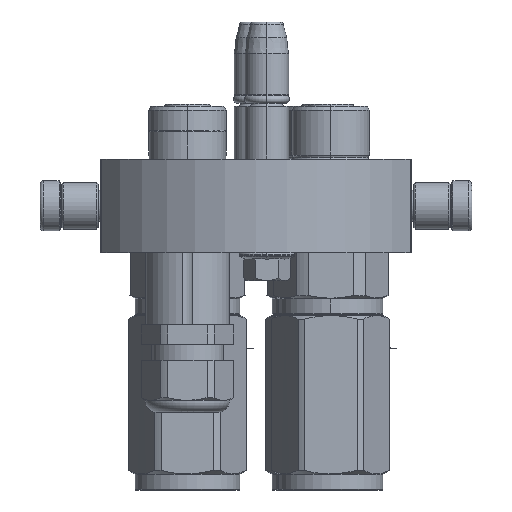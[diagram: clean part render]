
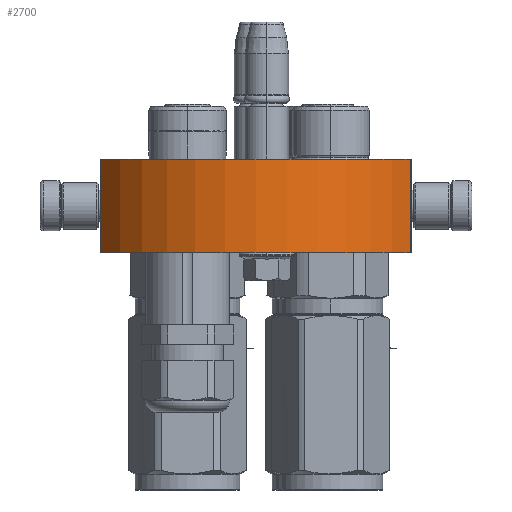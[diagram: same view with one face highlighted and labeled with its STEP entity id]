
A CAD part, left-side view. The second image highlights one B-rep face of the part: STEP entity #2700.
In plain terms, the highlighted cylindrical face has radius 57.25 mm (diameter 114.5 mm), a partial arc.
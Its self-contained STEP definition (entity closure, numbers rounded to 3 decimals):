
#463 = CARTESIAN_POINT ( 'NONE',  ( 49.5, 0., -28.763 ) ) ;
#2700 = ADVANCED_FACE ( 'NONE', ( #10424 ), #48263, .T. ) ;
#2724 = VECTOR ( 'NONE', #20491, 1000. ) ;
#4082 = AXIS2_PLACEMENT_3D ( 'NONE', #12912, #41014, #17258 ) ;
#4748 = EDGE_CURVE ( 'NONE', #31098, #20026, #12554, .T. ) ;
#5614 = CARTESIAN_POINT ( 'NONE',  ( -49.5, 0., -28.763 ) ) ;
#6177 = AXIS2_PLACEMENT_3D ( 'NONE', #45338, #13979, #49851 ) ;
#7644 = LINE ( 'NONE', #16539, #25037 ) ;
#8174 = ORIENTED_EDGE ( 'NONE', *, *, #24943, .T. ) ;
#10424 = FACE_OUTER_BOUND ( 'NONE', #45942, .T. ) ;
#12554 = LINE ( 'NONE', #32119, #2724 ) ;
#12742 = EDGE_CURVE ( 'NONE', #31098, #27961, #21055, .T. ) ;
#12912 = CARTESIAN_POINT ( 'NONE',  ( 0., 30., 0. ) ) ;
#13814 = DIRECTION ( 'NONE',  ( 1., 0., 0. ) ) ;
#13979 = DIRECTION ( 'NONE',  ( 0., 1., 0. ) ) ;
#16539 = CARTESIAN_POINT ( 'NONE',  ( -49.5, 0., -28.763 ) ) ;
#16813 = ORIENTED_EDGE ( 'NONE', *, *, #4748, .F. ) ;
#17258 = DIRECTION ( 'NONE',  ( 0.865, 0., -0.502 ) ) ;
#19128 = AXIS2_PLACEMENT_3D ( 'NONE', #22173, #26173, #13814 ) ;
#20026 = VERTEX_POINT ( 'NONE', #26638 ) ;
#20491 = DIRECTION ( 'NONE',  ( 0., 1., 0. ) ) ;
#21055 = CIRCLE ( 'NONE', #6177, 57.25 ) ;
#22173 = CARTESIAN_POINT ( 'NONE',  ( 0., 0., 0. ) ) ;
#24943 = EDGE_CURVE ( 'NONE', #27961, #37973, #7644, .T. ) ;
#25037 = VECTOR ( 'NONE', #44253, 1000. ) ;
#26173 = DIRECTION ( 'NONE',  ( 0., -1., 0. ) ) ;
#26638 = CARTESIAN_POINT ( 'NONE',  ( 49.5, 30., -28.763 ) ) ;
#27961 = VERTEX_POINT ( 'NONE', #5614 ) ;
#28827 = ORIENTED_EDGE ( 'NONE', *, *, #42574, .F. ) ;
#31098 = VERTEX_POINT ( 'NONE', #463 ) ;
#32119 = CARTESIAN_POINT ( 'NONE',  ( 49.5, 0., -28.763 ) ) ;
#37329 = CIRCLE ( 'NONE', #4082, 57.25 ) ;
#37973 = VERTEX_POINT ( 'NONE', #50993 ) ;
#41014 = DIRECTION ( 'NONE',  ( 0., 1., 0. ) ) ;
#42574 = EDGE_CURVE ( 'NONE', #20026, #37973, #37329, .T. ) ;
#44253 = DIRECTION ( 'NONE',  ( 0., 1., 0. ) ) ;
#45338 = CARTESIAN_POINT ( 'NONE',  ( 0., 0., 0. ) ) ;
#45705 = ORIENTED_EDGE ( 'NONE', *, *, #12742, .T. ) ;
#45942 = EDGE_LOOP ( 'NONE', ( #28827, #16813, #45705, #8174 ) ) ;
#48263 = CYLINDRICAL_SURFACE ( 'NONE', #19128, 57.25 ) ;
#49851 = DIRECTION ( 'NONE',  ( 0.865, 0., -0.502 ) ) ;
#50993 = CARTESIAN_POINT ( 'NONE',  ( -49.5, 30., -28.763 ) ) ;
